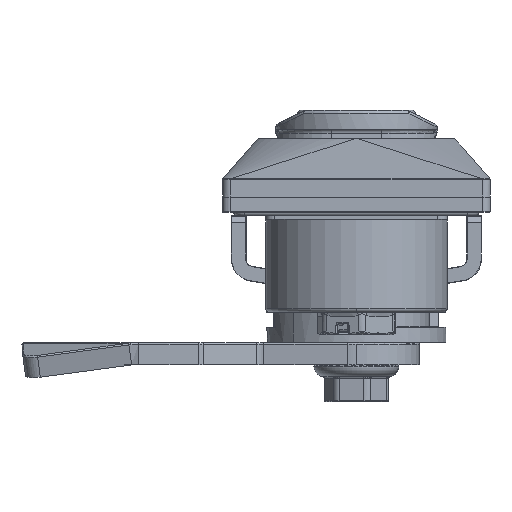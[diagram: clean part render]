
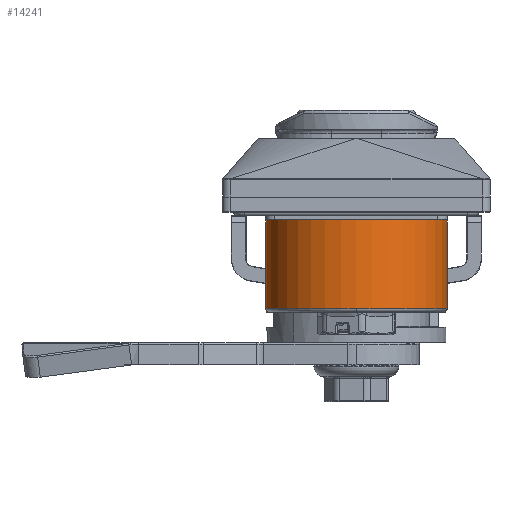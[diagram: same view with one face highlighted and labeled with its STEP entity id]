
A CAD part, front view. The second image highlights one B-rep face of the part: STEP entity #14241.
In plain terms, the highlighted cylindrical face has radius 12.25 mm (diameter 24.5 mm), a partial arc.
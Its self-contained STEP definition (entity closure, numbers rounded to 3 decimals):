
#517 = LINE ( 'NONE', #1196, #3224 ) ;
#1196 = CARTESIAN_POINT ( 'NONE',  ( -12.25, -53., 35.28 ) ) ;
#3224 = VECTOR ( 'NONE', #25370, 1000. ) ;
#3789 = AXIS2_PLACEMENT_3D ( 'NONE', #54997, #14306, #49366 ) ;
#3857 = EDGE_CURVE ( 'NONE', #75458, #21195, #36509, .T. ) ;
#3962 = ORIENTED_EDGE ( 'NONE', *, *, #18823, .T. ) ;
#6257 = AXIS2_PLACEMENT_3D ( 'NONE', #26746, #61855, #67753 ) ;
#6261 = VECTOR ( 'NONE', #62832, 1000. ) ;
#8931 = ORIENTED_EDGE ( 'NONE', *, *, #42159, .F. ) ;
#12730 = CARTESIAN_POINT ( 'NONE',  ( 0., -53., -10.25 ) ) ;
#14241 = ADVANCED_FACE ( 'NONE', ( #53107 ), #71327, .T. ) ;
#14306 = DIRECTION ( 'NONE',  ( 0., 0., -1. ) ) ;
#14482 = EDGE_CURVE ( 'NONE', #50828, #51766, #43043, .T. ) ;
#16872 = CARTESIAN_POINT ( 'NONE',  ( 12.25, -53., -10.25 ) ) ;
#16912 = EDGE_CURVE ( 'NONE', #21195, #31440, #28334, .T. ) ;
#18823 = EDGE_CURVE ( 'NONE', #51766, #75458, #517, .T. ) ;
#21195 = VERTEX_POINT ( 'NONE', #59603 ) ;
#21429 = ORIENTED_EDGE ( 'NONE', *, *, #3857, .T. ) ;
#24774 = DIRECTION ( 'NONE',  ( 0., 0., 1. ) ) ;
#25370 = DIRECTION ( 'NONE',  ( 0., 0., -1. ) ) ;
#26746 = CARTESIAN_POINT ( 'NONE',  ( 0., -53., 2.25 ) ) ;
#28334 = CIRCLE ( 'NONE', #47768, 12.25 ) ;
#31440 = VERTEX_POINT ( 'NONE', #16872 ) ;
#32662 = LINE ( 'NONE', #74547, #6261 ) ;
#36029 = AXIS2_PLACEMENT_3D ( 'NONE', #12730, #41716, #47776 ) ;
#36509 = CIRCLE ( 'NONE', #36029, 12.25 ) ;
#39254 = ORIENTED_EDGE ( 'NONE', *, *, #16912, .T. ) ;
#40788 = ORIENTED_EDGE ( 'NONE', *, *, #14482, .T. ) ;
#41716 = DIRECTION ( 'NONE',  ( 0., 0., 1. ) ) ;
#42159 = EDGE_CURVE ( 'NONE', #50828, #31440, #32662, .T. ) ;
#43043 = CIRCLE ( 'NONE', #6257, 12.25 ) ;
#43705 = CARTESIAN_POINT ( 'NONE',  ( -12.25, -53., 2.25 ) ) ;
#47273 = CARTESIAN_POINT ( 'NONE',  ( 12.25, -53., 2.25 ) ) ;
#47768 = AXIS2_PLACEMENT_3D ( 'NONE', #72690, #24774, #73419 ) ;
#47776 = DIRECTION ( 'NONE',  ( 0., -1., 0. ) ) ;
#49366 = DIRECTION ( 'NONE',  ( 0., 1., 0. ) ) ;
#50828 = VERTEX_POINT ( 'NONE', #47273 ) ;
#51766 = VERTEX_POINT ( 'NONE', #43705 ) ;
#53107 = FACE_OUTER_BOUND ( 'NONE', #61682, .T. ) ;
#54997 = CARTESIAN_POINT ( 'NONE',  ( 0., -53., 35.28 ) ) ;
#59603 = CARTESIAN_POINT ( 'NONE',  ( 0., -65.25, -10.25 ) ) ;
#61682 = EDGE_LOOP ( 'NONE', ( #3962, #21429, #39254, #8931, #40788 ) ) ;
#61855 = DIRECTION ( 'NONE',  ( 0., 0., -1. ) ) ;
#62832 = DIRECTION ( 'NONE',  ( 0., 0., -1. ) ) ;
#67753 = DIRECTION ( 'NONE',  ( -1., 0., 0. ) ) ;
#71327 = CYLINDRICAL_SURFACE ( 'NONE', #3789, 12.25 ) ;
#72690 = CARTESIAN_POINT ( 'NONE',  ( 0., -53., -10.25 ) ) ;
#73419 = DIRECTION ( 'NONE',  ( 0., -1., 0. ) ) ;
#74547 = CARTESIAN_POINT ( 'NONE',  ( 12.25, -53., 35.28 ) ) ;
#75001 = CARTESIAN_POINT ( 'NONE',  ( -12.25, -53., -10.25 ) ) ;
#75458 = VERTEX_POINT ( 'NONE', #75001 ) ;
